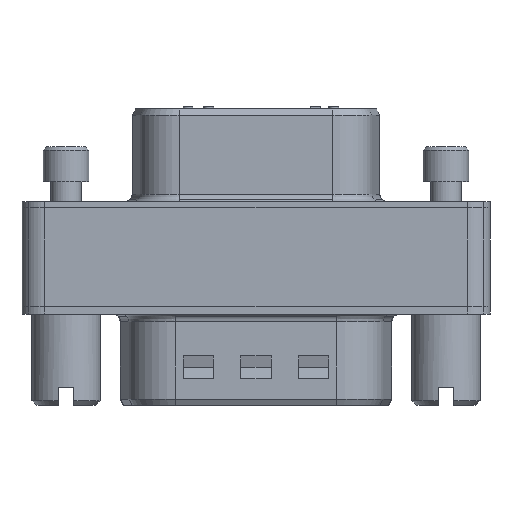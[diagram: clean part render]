
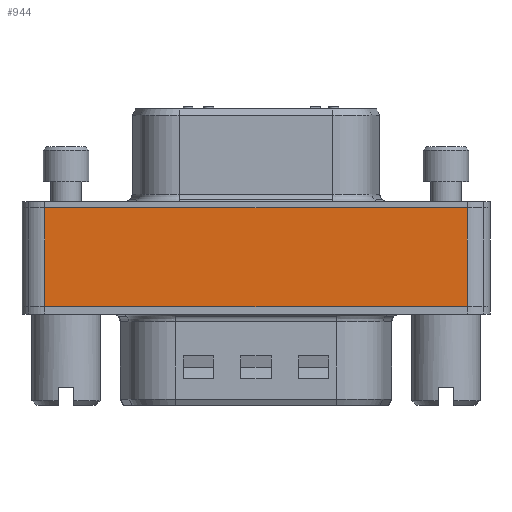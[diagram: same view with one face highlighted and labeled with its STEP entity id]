
A CAD part, front view. The second image highlights one B-rep face of the part: STEP entity #944.
In plain terms, the highlighted planar face has unit normal (0, -1, 0).
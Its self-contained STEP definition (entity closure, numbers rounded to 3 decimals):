
#224=CARTESIAN_POINT('',(13.9,-6.2,0.0));
#225=VERTEX_POINT('',#224);
#233=CARTESIAN_POINT('',(13.9,-6.2,-6.5));
#234=VERTEX_POINT('',#233);
#235=CARTESIAN_POINT('',(13.9,-6.2,0.0));
#236=DIRECTION('',(0.0,0.0,-1.0));
#237=VECTOR('',#236,6.5);
#238=LINE('',#235,#237);
#239=EDGE_CURVE('',#225,#234,#238,.T.);
#785=CARTESIAN_POINT('',(-13.9,-6.2,0.0));
#786=VERTEX_POINT('',#785);
#794=CARTESIAN_POINT('',(-13.9,-6.2,0.0));
#795=DIRECTION('',(1.0,0.0,0.0));
#796=VECTOR('',#795,27.8);
#797=LINE('',#794,#796);
#798=EDGE_CURVE('',#786,#225,#797,.T.);
#921=CARTESIAN_POINT('',(-15.4,-6.2,0.0));
#922=DIRECTION('',(0.0,-1.0,0.0));
#923=DIRECTION('',(0.0,0.0,-1.0));
#924=AXIS2_PLACEMENT_3D('',#921,#922,#923);
#925=PLANE('',#924);
#926=ORIENTED_EDGE('',*,*,#239,.F.);
#927=ORIENTED_EDGE('',*,*,#798,.F.);
#928=CARTESIAN_POINT('',(-13.9,-6.2,-6.5));
#929=VERTEX_POINT('',#928);
#930=CARTESIAN_POINT('',(-13.9,-6.2,-6.5));
#931=DIRECTION('',(0.0,0.0,1.0));
#932=VECTOR('',#931,6.5);
#933=LINE('',#930,#932);
#934=EDGE_CURVE('',#929,#786,#933,.T.);
#935=ORIENTED_EDGE('',*,*,#934,.F.);
#936=CARTESIAN_POINT('',(-13.9,-6.2,-6.5));
#937=DIRECTION('',(1.0,0.0,0.0));
#938=VECTOR('',#937,27.8);
#939=LINE('',#936,#938);
#940=EDGE_CURVE('',#929,#234,#939,.T.);
#941=ORIENTED_EDGE('',*,*,#940,.T.);
#942=EDGE_LOOP('',(#926,#927,#935,#941));
#943=FACE_OUTER_BOUND('',#942,.T.);
#944=ADVANCED_FACE('',(#943),#925,.T.);
